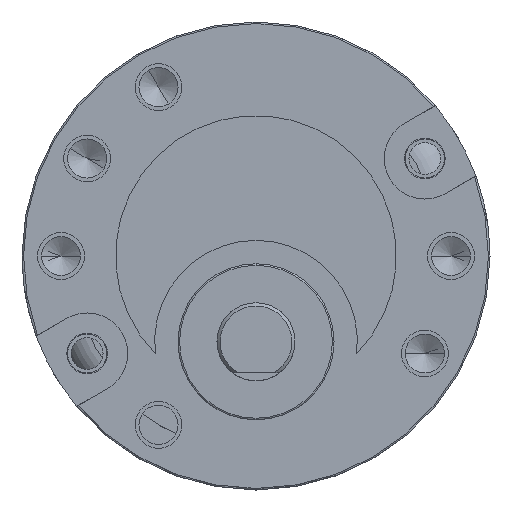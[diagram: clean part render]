
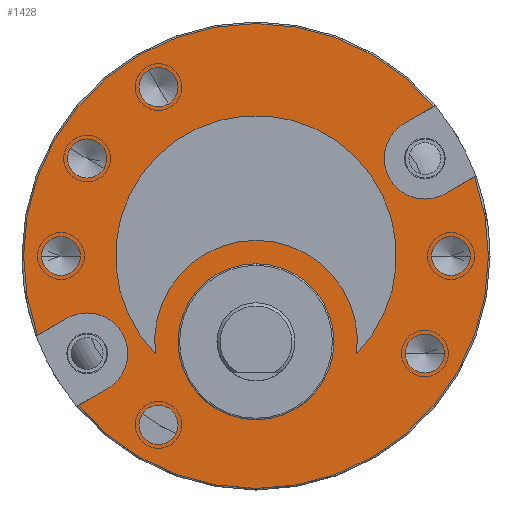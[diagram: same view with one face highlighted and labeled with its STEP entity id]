
A CAD part, front view. The second image highlights one B-rep face of the part: STEP entity #1428.
In plain terms, the highlighted planar face has unit normal (0, -1, 0).
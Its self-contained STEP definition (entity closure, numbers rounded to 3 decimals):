
#1=CARTESIAN_POINT('',(0.,0.,-5.5));
#2=DIRECTION('',(0.,-1.,0.));
#3=DIRECTION('',(0.,0.,1.));
#4=AXIS2_PLACEMENT_3D('',#1,#2,#3);
#6=CARTESIAN_POINT('',(0.,0.,-5.5));
#7=DIRECTION('',(0.,-1.,0.));
#8=DIRECTION('',(0.,0.,-1.));
#9=AXIS2_PLACEMENT_3D('',#6,#7,#8);
#11=CARTESIAN_POINT('',(0.,0.,0.));
#12=DIRECTION('',(0.,-1.,0.));
#13=DIRECTION('',(0.717,0.,-0.697));
#14=AXIS2_PLACEMENT_3D('',#11,#12,#13);
#16=CARTESIAN_POINT('',(0.,0.,-5.5));
#17=DIRECTION('',(0.,-1.,0.));
#18=DIRECTION('',(0.993,0.,-0.119));
#19=AXIS2_PLACEMENT_3D('',#16,#17,#18);
#21=CARTESIAN_POINT('',(12.5,0.,0.));
#22=DIRECTION('',(0.,-1.,0.));
#23=DIRECTION('',(-1.,0.,0.));
#24=AXIS2_PLACEMENT_3D('',#21,#22,#23);
#26=CARTESIAN_POINT('',(12.5,0.,0.));
#27=DIRECTION('',(0.,-1.,0.));
#28=DIRECTION('',(1.,0.,0.));
#29=AXIS2_PLACEMENT_3D('',#26,#27,#28);
#31=CARTESIAN_POINT('',(10.825,0.,-6.25));
#32=DIRECTION('',(0.,-1.,0.));
#33=DIRECTION('',(-1.,0.,0.));
#34=AXIS2_PLACEMENT_3D('',#31,#32,#33);
#36=CARTESIAN_POINT('',(10.825,0.,-6.25));
#37=DIRECTION('',(0.,-1.,0.));
#38=DIRECTION('',(1.,0.,0.));
#39=AXIS2_PLACEMENT_3D('',#36,#37,#38);
#41=CARTESIAN_POINT('',(-6.25,0.,-10.825));
#42=DIRECTION('',(0.,-1.,0.));
#43=DIRECTION('',(-1.,0.,0.));
#44=AXIS2_PLACEMENT_3D('',#41,#42,#43);
#46=CARTESIAN_POINT('',(-6.25,0.,-10.825));
#47=DIRECTION('',(0.,-1.,0.));
#48=DIRECTION('',(1.,0.,0.));
#49=AXIS2_PLACEMENT_3D('',#46,#47,#48);
#51=CARTESIAN_POINT('',(-12.5,0.,0.));
#52=DIRECTION('',(0.,-1.,0.));
#53=DIRECTION('',(-1.,0.,0.));
#54=AXIS2_PLACEMENT_3D('',#51,#52,#53);
#56=CARTESIAN_POINT('',(-12.5,0.,0.));
#57=DIRECTION('',(0.,-1.,0.));
#58=DIRECTION('',(1.,0.,0.));
#59=AXIS2_PLACEMENT_3D('',#56,#57,#58);
#61=CARTESIAN_POINT('',(-10.825,0.,6.25));
#62=DIRECTION('',(0.,-1.,0.));
#63=DIRECTION('',(-0.866,0.,0.5));
#64=AXIS2_PLACEMENT_3D('',#61,#62,#63);
#66=CARTESIAN_POINT('',(-10.825,0.,6.25));
#67=DIRECTION('',(0.,-1.,0.));
#68=DIRECTION('',(0.866,0.,-0.5));
#69=AXIS2_PLACEMENT_3D('',#66,#67,#68);
#71=CARTESIAN_POINT('',(-6.25,0.,10.825));
#72=DIRECTION('',(0.,-1.,0.));
#73=DIRECTION('',(-0.5,0.,0.866));
#74=AXIS2_PLACEMENT_3D('',#71,#72,#73);
#76=CARTESIAN_POINT('',(-6.25,0.,10.825));
#77=DIRECTION('',(0.,-1.,0.));
#78=DIRECTION('',(0.5,0.,-0.866));
#79=AXIS2_PLACEMENT_3D('',#76,#77,#78);
#81=DIRECTION('',(0.866,0.,0.5));
#82=VECTOR('',#81,2.171);
#83=CARTESIAN_POINT('',(-11.406,0.,-9.587));
#84=LINE('',#83,#82);
#85=CARTESIAN_POINT('',(-10.825,0.,-6.25));
#86=DIRECTION('',(0.,-1.,0.));
#87=DIRECTION('',(0.5,0.,-0.866));
#88=AXIS2_PLACEMENT_3D('',#85,#86,#87);
#90=DIRECTION('',(-0.866,0.,-0.5));
#91=VECTOR('',#90,2.171);
#92=CARTESIAN_POINT('',(-12.125,0.,-3.998));
#93=LINE('',#92,#91);
#94=DIRECTION('',(-0.866,0.,-0.5));
#95=VECTOR('',#94,2.171);
#96=CARTESIAN_POINT('',(11.406,0.,9.587));
#97=LINE('',#96,#95);
#98=CARTESIAN_POINT('',(10.825,0.,6.25));
#99=DIRECTION('',(0.,-1.,0.));
#100=DIRECTION('',(-0.5,0.,0.866));
#101=AXIS2_PLACEMENT_3D('',#98,#99,#100);
#103=DIRECTION('',(0.866,0.,0.5));
#104=VECTOR('',#103,2.171);
#105=CARTESIAN_POINT('',(12.125,0.,3.998));
#106=LINE('',#105,#104);
#697=CARTESIAN_POINT('',(0.,0.,0.));
#698=DIRECTION('',(0.,-1.,0.));
#699=DIRECTION('',(-0.765,0.,-0.643));
#700=AXIS2_PLACEMENT_3D('',#697,#698,#699);
#733=CARTESIAN_POINT('',(0.,0.,0.));
#734=DIRECTION('',(0.,-1.,0.));
#735=DIRECTION('',(0.765,0.,0.643));
#736=AXIS2_PLACEMENT_3D('',#733,#734,#735);
#744=CARTESIAN_POINT('',(11.406,0.,9.587));
#772=CARTESIAN_POINT('',(-14.006,0.,-5.084));
#794=CARTESIAN_POINT('',(-11.406,0.,-9.587));
#796=CARTESIAN_POINT('',(14.006,0.,5.084));
#1087=CARTESIAN_POINT('',(0.,0.,-0.5));
#1088=CARTESIAN_POINT('',(0.,0.,-10.5));
#1089=VERTEX_POINT('',#1087);
#1090=VERTEX_POINT('',#1088);
#1231=CARTESIAN_POINT('',(6.454,0.,-6.273));
#1232=CARTESIAN_POINT('',(-6.454,0.,-6.273));
#1233=VERTEX_POINT('',#1231);
#1234=VERTEX_POINT('',#1232);
#1251=CARTESIAN_POINT('',(-9.525,0.,-8.502));
#1252=CARTESIAN_POINT('',(-12.125,0.,-3.998));
#1253=VERTEX_POINT('',#1251);
#1254=VERTEX_POINT('',#1252);
#1255=CARTESIAN_POINT('',(9.525,0.,8.502));
#1256=CARTESIAN_POINT('',(12.125,0.,3.998));
#1257=VERTEX_POINT('',#1255);
#1258=VERTEX_POINT('',#1256);
#1281=CARTESIAN_POINT('',(11.25,0.,0.));
#1282=CARTESIAN_POINT('',(13.75,0.,0.));
#1283=VERTEX_POINT('',#1281);
#1284=VERTEX_POINT('',#1282);
#1291=CARTESIAN_POINT('',(9.575,0.,-6.25));
#1292=CARTESIAN_POINT('',(12.075,0.,-6.25));
#1293=VERTEX_POINT('',#1291);
#1294=VERTEX_POINT('',#1292);
#1295=CARTESIAN_POINT('',(-7.5,0.,-10.825));
#1296=CARTESIAN_POINT('',(-5.,0.,-10.825));
#1297=VERTEX_POINT('',#1295);
#1298=VERTEX_POINT('',#1296);
#1309=CARTESIAN_POINT('',(-13.75,0.,0.));
#1310=CARTESIAN_POINT('',(-11.25,0.,0.));
#1311=VERTEX_POINT('',#1309);
#1312=VERTEX_POINT('',#1310);
#1319=CARTESIAN_POINT('',(-11.908,0.,6.875));
#1320=CARTESIAN_POINT('',(-9.743,0.,5.625));
#1321=VERTEX_POINT('',#1319);
#1322=VERTEX_POINT('',#1320);
#1329=CARTESIAN_POINT('',(-6.875,0.,11.908));
#1330=CARTESIAN_POINT('',(-5.625,0.,9.743));
#1331=VERTEX_POINT('',#1329);
#1332=VERTEX_POINT('',#1330);
#1345=VERTEX_POINT('',#796);
#1350=VERTEX_POINT('',#794);
#1351=VERTEX_POINT('',#772);
#1356=VERTEX_POINT('',#744);
#1357=CARTESIAN_POINT('',(0.,0.,0.));
#1358=DIRECTION('',(0.,1.,0.));
#1359=DIRECTION('',(1.,0.,0.));
#1360=AXIS2_PLACEMENT_3D('',#1357,#1358,#1359);
#1361=PLANE('',#1360);
#1363=ORIENTED_EDGE('',*,*,#1362,.F.);
#1365=ORIENTED_EDGE('',*,*,#1364,.T.);
#1367=ORIENTED_EDGE('',*,*,#1366,.T.);
#1369=ORIENTED_EDGE('',*,*,#1368,.T.);
#1371=ORIENTED_EDGE('',*,*,#1370,.F.);
#1373=ORIENTED_EDGE('',*,*,#1372,.T.);
#1375=ORIENTED_EDGE('',*,*,#1374,.T.);
#1377=ORIENTED_EDGE('',*,*,#1376,.T.);
#1378=EDGE_LOOP('',(#1363,#1365,#1367,#1369,#1371,#1373,#1375,#1377));
#1379=FACE_OUTER_BOUND('',#1378,.F.);
#1381=ORIENTED_EDGE('',*,*,#1380,.T.);
#1383=ORIENTED_EDGE('',*,*,#1382,.F.);
#1384=EDGE_LOOP('',(#1381,#1383));
#1385=FACE_BOUND('',#1384,.F.);
#1387=ORIENTED_EDGE('',*,*,#1386,.T.);
#1389=ORIENTED_EDGE('',*,*,#1388,.T.);
#1390=EDGE_LOOP('',(#1387,#1389));
#1391=FACE_BOUND('',#1390,.F.);
#1393=ORIENTED_EDGE('',*,*,#1392,.T.);
#1395=ORIENTED_EDGE('',*,*,#1394,.T.);
#1396=EDGE_LOOP('',(#1393,#1395));
#1397=FACE_BOUND('',#1396,.F.);
#1399=ORIENTED_EDGE('',*,*,#1398,.T.);
#1401=ORIENTED_EDGE('',*,*,#1400,.T.);
#1402=EDGE_LOOP('',(#1399,#1401));
#1403=FACE_BOUND('',#1402,.F.);
#1405=ORIENTED_EDGE('',*,*,#1404,.T.);
#1407=ORIENTED_EDGE('',*,*,#1406,.T.);
#1408=EDGE_LOOP('',(#1405,#1407));
#1409=FACE_BOUND('',#1408,.F.);
#1411=ORIENTED_EDGE('',*,*,#1410,.T.);
#1413=ORIENTED_EDGE('',*,*,#1412,.T.);
#1414=EDGE_LOOP('',(#1411,#1413));
#1415=FACE_BOUND('',#1414,.F.);
#1417=ORIENTED_EDGE('',*,*,#1416,.T.);
#1419=ORIENTED_EDGE('',*,*,#1418,.T.);
#1420=EDGE_LOOP('',(#1417,#1419));
#1421=FACE_BOUND('',#1420,.F.);
#1423=ORIENTED_EDGE('',*,*,#1422,.T.);
#1425=ORIENTED_EDGE('',*,*,#1424,.T.);
#1426=EDGE_LOOP('',(#1423,#1425));
#1427=FACE_BOUND('',#1426,.F.);
#5=CIRCLE('',#4,5.);
#10=CIRCLE('',#9,5.);
#15=CIRCLE('',#14,9.);
#20=CIRCLE('',#19,6.5);
#25=CIRCLE('',#24,1.25);
#30=CIRCLE('',#29,1.25);
#35=CIRCLE('',#34,1.25);
#40=CIRCLE('',#39,1.25);
#45=CIRCLE('',#44,1.25);
#50=CIRCLE('',#49,1.25);
#55=CIRCLE('',#54,1.25);
#60=CIRCLE('',#59,1.25);
#65=CIRCLE('',#64,1.25);
#70=CIRCLE('',#69,1.25);
#75=CIRCLE('',#74,1.25);
#80=CIRCLE('',#79,1.25);
#89=CIRCLE('',#88,2.6);
#102=CIRCLE('',#101,2.6);
#701=CIRCLE('',#700,14.9);
#737=CIRCLE('',#736,14.9);
#1362=EDGE_CURVE('',#1350,#1345,#701,.T.);
#1364=EDGE_CURVE('',#1350,#1253,#84,.T.);
#1366=EDGE_CURVE('',#1253,#1254,#89,.T.);
#1368=EDGE_CURVE('',#1254,#1351,#93,.T.);
#1370=EDGE_CURVE('',#1356,#1351,#737,.T.);
#1372=EDGE_CURVE('',#1356,#1257,#97,.T.);
#1374=EDGE_CURVE('',#1257,#1258,#102,.T.);
#1376=EDGE_CURVE('',#1258,#1345,#106,.T.);
#1380=EDGE_CURVE('',#1233,#1234,#15,.T.);
#1382=EDGE_CURVE('',#1233,#1234,#20,.T.);
#1386=EDGE_CURVE('',#1283,#1284,#25,.T.);
#1388=EDGE_CURVE('',#1284,#1283,#30,.T.);
#1392=EDGE_CURVE('',#1293,#1294,#35,.T.);
#1394=EDGE_CURVE('',#1294,#1293,#40,.T.);
#1398=EDGE_CURVE('',#1297,#1298,#45,.T.);
#1400=EDGE_CURVE('',#1298,#1297,#50,.T.);
#1404=EDGE_CURVE('',#1311,#1312,#55,.T.);
#1406=EDGE_CURVE('',#1312,#1311,#60,.T.);
#1410=EDGE_CURVE('',#1321,#1322,#65,.T.);
#1412=EDGE_CURVE('',#1322,#1321,#70,.T.);
#1416=EDGE_CURVE('',#1331,#1332,#75,.T.);
#1418=EDGE_CURVE('',#1332,#1331,#80,.T.);
#1422=EDGE_CURVE('',#1089,#1090,#5,.T.);
#1424=EDGE_CURVE('',#1090,#1089,#10,.T.);
#1428=ADVANCED_FACE('',(#1379,#1385,#1391,#1397,#1403,#1409,#1415,#1421,#1427),
#1361,.F.);
